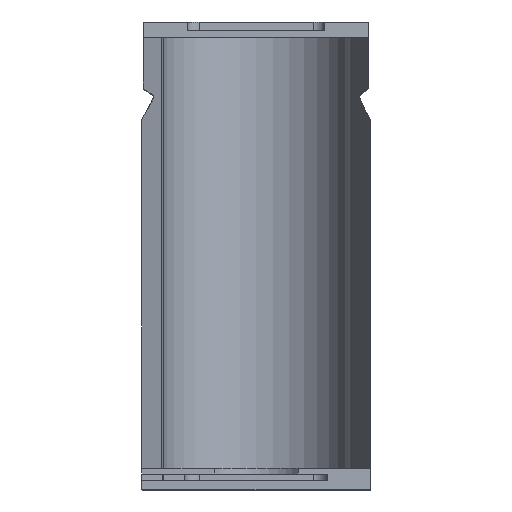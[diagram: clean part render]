
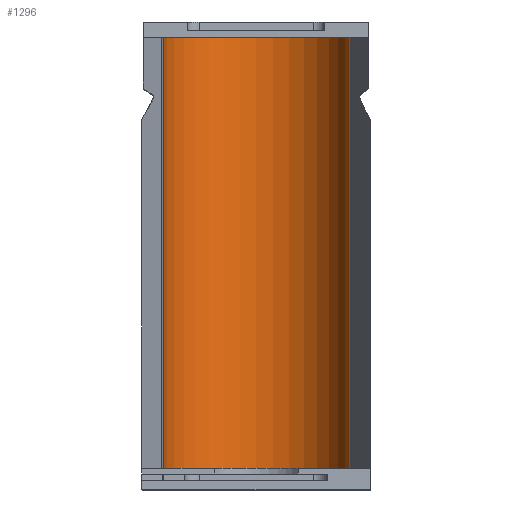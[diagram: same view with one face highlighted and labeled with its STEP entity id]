
A CAD part, left-side view. The second image highlights one B-rep face of the part: STEP entity #1296.
In plain terms, the highlighted cylindrical face has radius 8.3 mm (diameter 16.6 mm), a partial arc.
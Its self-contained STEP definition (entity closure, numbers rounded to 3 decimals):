
#23=CYLINDRICAL_SURFACE('',#1392,8.3);
#32=CIRCLE('',#1361,8.3);
#46=CIRCLE('',#1390,8.3);
#125=FACE_OUTER_BOUND('',#192,.T.);
#192=EDGE_LOOP('',(#1133,#1134,#1135,#1136));
#340=LINE('',#2434,#487);
#341=LINE('',#2436,#488);
#487=VECTOR('',#1682,10.);
#488=VECTOR('',#1685,10.);
#588=VERTEX_POINT('',#2329);
#589=VERTEX_POINT('',#2331);
#621=VERTEX_POINT('',#2425);
#623=VERTEX_POINT('',#2430);
#750=EDGE_CURVE('',#589,#588,#32,.T.);
#801=EDGE_CURVE('',#621,#623,#46,.T.);
#802=EDGE_CURVE('',#621,#588,#340,.T.);
#803=EDGE_CURVE('',#589,#623,#341,.T.);
#1133=ORIENTED_EDGE('',*,*,#750,.T.);
#1134=ORIENTED_EDGE('',*,*,#802,.F.);
#1135=ORIENTED_EDGE('',*,*,#801,.T.);
#1136=ORIENTED_EDGE('',*,*,#803,.F.);
#1296=ADVANCED_FACE('',(#125),#23,.F.);
#1361=AXIS2_PLACEMENT_3D('',#2332,#1583,#1584);
#1390=AXIS2_PLACEMENT_3D('',#2432,#1678,#1679);
#1392=AXIS2_PLACEMENT_3D('',#2435,#1683,#1684);
#1583=DIRECTION('center_axis',(0.,0.,
1.));
#1584=DIRECTION('ref_axis',(1.,0.,0.));
#1678=DIRECTION('center_axis',(0.,0.,-1.));
#1679=DIRECTION('ref_axis',(1.,0.,0.));
#1682=DIRECTION('',(0.,0.,1.));
#1683=DIRECTION('center_axis',(0.,0.,-1.));
#1684=DIRECTION('ref_axis',(1.,0.,0.));
#1685=DIRECTION('',(0.,0.,-1.));
#2329=CARTESIAN_POINT('',(-15.728,8.176,-1.331));
#2331=CARTESIAN_POINT('',(-15.736,-8.179,-1.331));
#2332=CARTESIAN_POINT('Origin',(-14.314,-0.002,
-1.331));
#2425=CARTESIAN_POINT('',(-15.728,8.176,-39.082));
#2430=CARTESIAN_POINT('',(-15.736,-8.179,-39.082));
#2432=CARTESIAN_POINT('Origin',(-14.314,-0.002,
-39.082));
#2434=CARTESIAN_POINT('',(-15.728,8.176,0.));
#2435=CARTESIAN_POINT('Origin',(-14.314,-0.002,
0.));
#2436=CARTESIAN_POINT('',(-15.736,-8.179,0.));
